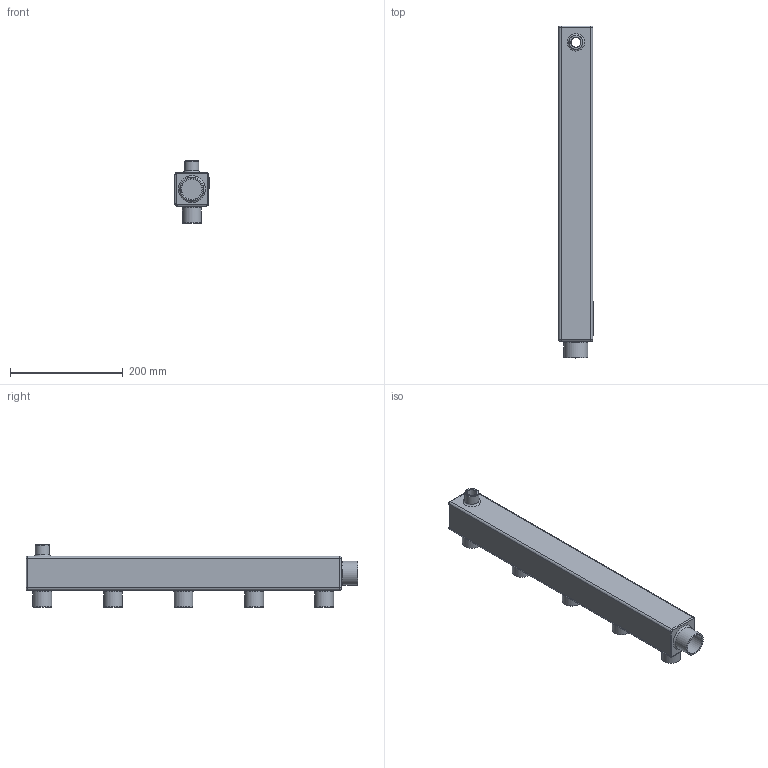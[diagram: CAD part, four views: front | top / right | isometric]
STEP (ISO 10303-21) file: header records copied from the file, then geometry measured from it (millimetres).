
FILE_DESCRIPTION(('STEP AP203'), '1');
FILE_NAME('DMSS-32-25x5.17', '', ('UNSPECIFIED'), ('UNSPECIFIED'), 'ASCON STEP Converter 1.6', 'ASCON Math Kernel', '');
FILE_SCHEMA(('CONFIG_CONTROL_DESIGN'));
Length unit declared in the file: millimetre
Bounding box: 60.55 x 588 x 110 mm (x, y, z)
Volume: 317957.2 mm3; surface area: 296059.1 mm2
Topology: 1 solids, 1 shells, 371 faces, 982 edges, 641 vertices
Faces by surface type: bspline 171, plane 114, cylinder 44, cone 27, torus 15
Full cylindrical faces by diameter (mm): 17.071 x1, 24 x1, 25 x1, 27.5 x5, 30 x4, 33.5 x5, 36.3 x1, 40 x1, 42.3 x1
Entity records: 18331 total; most frequent: CARTESIAN_POINT 7665, ORIENTED_EDGE 1858, DIRECTION 980, EDGE_CURVE 929, VERTEX_POINT 641, B_SPLINE_CURVE_WITH_KNOTS 487, EDGE_LOOP 464, FACE_BOUND 375
